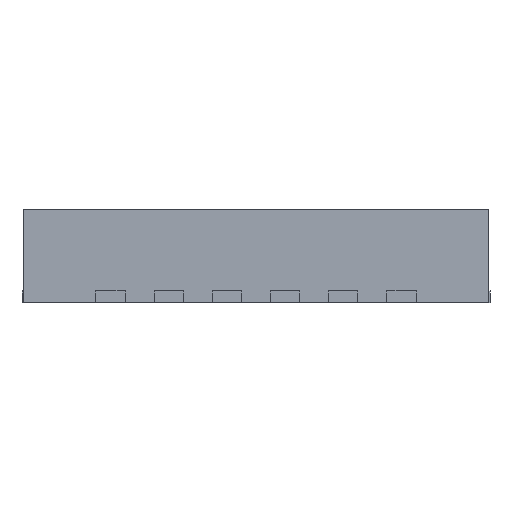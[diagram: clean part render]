
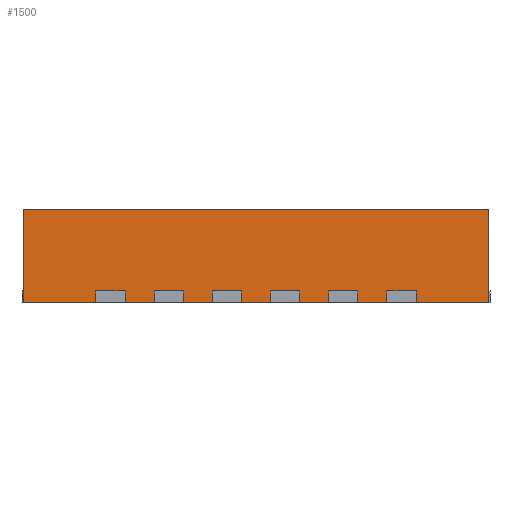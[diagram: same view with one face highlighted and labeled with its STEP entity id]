
A CAD part, left-side view. The second image highlights one B-rep face of the part: STEP entity #1500.
In plain terms, the highlighted planar face has unit normal (-1, 0, 0).
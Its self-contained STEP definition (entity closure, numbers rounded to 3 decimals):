
#120 = LINE ( 'NONE', #6837, #5953 ) ;
#127 = VERTEX_POINT ( 'NONE', #1835 ) ;
#620 = LINE ( 'NONE', #3356, #3756 ) ;
#668 = DIRECTION ( 'NONE',  ( 0., 0., -1. ) ) ;
#702 = ORIENTED_EDGE ( 'NONE', *, *, #4555, .F. ) ;
#825 = ORIENTED_EDGE ( 'NONE', *, *, #7849, .T. ) ;
#984 = VERTEX_POINT ( 'NONE', #8482 ) ;
#1197 = CARTESIAN_POINT ( 'NONE',  ( -2., -2., 0.8 ) ) ;
#1358 = VECTOR ( 'NONE', #6529, 1000. ) ;
#1500 = ADVANCED_FACE ( 'NONE', ( #2447 ), #7220, .F. ) ;
#1571 = EDGE_LOOP ( 'NONE', ( #825, #702, #1692, #6584 ) ) ;
#1653 = CARTESIAN_POINT ( 'NONE',  ( -2., -2., 0.8 ) ) ;
#1692 = ORIENTED_EDGE ( 'NONE', *, *, #2523, .F. ) ;
#1835 = CARTESIAN_POINT ( 'NONE',  ( -2., 2., 0.8 ) ) ;
#1856 = CARTESIAN_POINT ( 'NONE',  ( -2., -2., 0.8 ) ) ;
#2447 = FACE_OUTER_BOUND ( 'NONE', #1571, .T. ) ;
#2523 = EDGE_CURVE ( 'NONE', #127, #3895, #3734, .T. ) ;
#2582 = VECTOR ( 'NONE', #8537, 1000. ) ;
#3066 = DIRECTION ( 'NONE',  ( 0., 0., -1. ) ) ;
#3356 = CARTESIAN_POINT ( 'NONE',  ( -2., -2., 0. ) ) ;
#3734 = LINE ( 'NONE', #1856, #1358 ) ;
#3756 = VECTOR ( 'NONE', #8539, 1000. ) ;
#3895 = VERTEX_POINT ( 'NONE', #1197 ) ;
#4063 = VERTEX_POINT ( 'NONE', #4473 ) ;
#4473 = CARTESIAN_POINT ( 'NONE',  ( -2., -2., 0. ) ) ;
#4555 = EDGE_CURVE ( 'NONE', #3895, #4063, #7654, .T. ) ;
#5350 = EDGE_CURVE ( 'NONE', #127, #984, #120, .T. ) ;
#5539 = CARTESIAN_POINT ( 'NONE',  ( -2., -2., 0.8 ) ) ;
#5953 = VECTOR ( 'NONE', #668, 1000. ) ;
#6014 = AXIS2_PLACEMENT_3D ( 'NONE', #1653, #6420, #3066 ) ;
#6420 = DIRECTION ( 'NONE',  ( 1., 0., 0. ) ) ;
#6529 = DIRECTION ( 'NONE',  ( 0., -1., 0. ) ) ;
#6584 = ORIENTED_EDGE ( 'NONE', *, *, #5350, .T. ) ;
#6837 = CARTESIAN_POINT ( 'NONE',  ( -2., 2., 0.8 ) ) ;
#7220 = PLANE ( 'NONE',  #6014 ) ;
#7654 = LINE ( 'NONE', #5539, #2582 ) ;
#7849 = EDGE_CURVE ( 'NONE', #984, #4063, #620, .T. ) ;
#8482 = CARTESIAN_POINT ( 'NONE',  ( -2., 2., 0. ) ) ;
#8537 = DIRECTION ( 'NONE',  ( 0., 0., -1. ) ) ;
#8539 = DIRECTION ( 'NONE',  ( 0., -1., 0. ) ) ;
